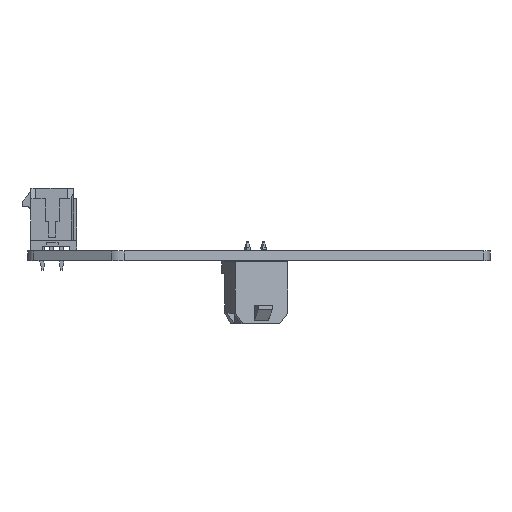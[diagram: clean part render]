
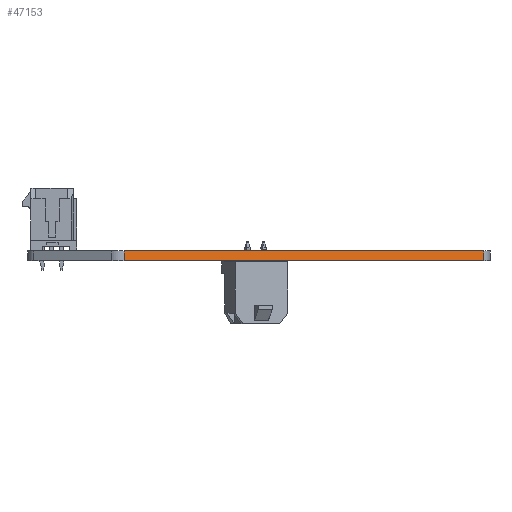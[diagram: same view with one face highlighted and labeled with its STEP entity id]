
A CAD part, left-side view. The second image highlights one B-rep face of the part: STEP entity #47153.
In plain terms, the highlighted planar face has unit normal (-0.866, -0.5, 0).
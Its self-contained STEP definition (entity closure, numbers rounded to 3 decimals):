
#44113 = PLANE('',#44114);
#44114 = AXIS2_PLACEMENT_3D('',#44115,#44116,#44117);
#44115 = CARTESIAN_POINT('',(0.,0.,1.6
    ));
#44116 = DIRECTION('',(0.,0.,1.));
#44117 = DIRECTION('',(1.,0.,-0.));
#44168 = PLANE('',#44169);
#44169 = AXIS2_PLACEMENT_3D('',#44170,#44171,#44172);
#44170 = CARTESIAN_POINT('',(0.,0.,0.)
  );
#44171 = DIRECTION('',(0.,0.,1.));
#44172 = DIRECTION('',(1.,0.,-0.));
#44390 = VERTEX_POINT('',#44391);
#44391 = CARTESIAN_POINT('',(-42.173,14.046,0.));
#44406 = CYLINDRICAL_SURFACE('',#44407,2.);
#44407 = AXIS2_PLACEMENT_3D('',#44408,#44409,#44410);
#44408 = CARTESIAN_POINT('',(-40.441,15.046,0.));
#44409 = DIRECTION('',(-0.,-0.,-1.));
#44410 = DIRECTION('',(1.,0.,-0.));
#44418 = EDGE_CURVE('',#44419,#44390,#44421,.T.);
#44419 = VERTEX_POINT('',#44420);
#44420 = CARTESIAN_POINT('',(-8.923,-43.546,0.));
#44421 = SURFACE_CURVE('',#44422,(#44426,#44433),.PCURVE_S1.);
#44422 = LINE('',#44423,#44424);
#44423 = CARTESIAN_POINT('',(-8.923,-43.546,0.));
#44424 = VECTOR('',#44425,1.);
#44425 = DIRECTION('',(-0.5,0.866,0.));
#44426 = PCURVE('',#44168,#44427);
#44427 = DEFINITIONAL_REPRESENTATION('',(#44428),#44432);
#44428 = LINE('',#44429,#44430);
#44429 = CARTESIAN_POINT('',(-8.923,-43.545));
#44430 = VECTOR('',#44431,1.);
#44431 = DIRECTION('',(-0.5,0.866));
#44432 = ( GEOMETRIC_REPRESENTATION_CONTEXT(2) 
PARAMETRIC_REPRESENTATION_CONTEXT() REPRESENTATION_CONTEXT('2D SPACE',''
  ) );
#44433 = PCURVE('',#44434,#44439);
#44434 = PLANE('',#44435);
#44435 = AXIS2_PLACEMENT_3D('',#44436,#44437,#44438);
#44436 = CARTESIAN_POINT('',(-8.923,-43.546,0.));
#44437 = DIRECTION('',(-0.866,-0.5,0.));
#44438 = DIRECTION('',(-0.5,0.866,0.));
#44439 = DEFINITIONAL_REPRESENTATION('',(#44440),#44444);
#44440 = LINE('',#44441,#44442);
#44441 = CARTESIAN_POINT('',(0.,0.));
#44442 = VECTOR('',#44443,1.);
#44443 = DIRECTION('',(1.,0.));
#44444 = ( GEOMETRIC_REPRESENTATION_CONTEXT(2) 
PARAMETRIC_REPRESENTATION_CONTEXT() REPRESENTATION_CONTEXT('2D SPACE',''
  ) );
#44463 = CYLINDRICAL_SURFACE('',#44464,2.);
#44464 = AXIS2_PLACEMENT_3D('',#44465,#44466,#44467);
#44465 = CARTESIAN_POINT('',(-7.191,-42.545,0.));
#44466 = DIRECTION('',(-0.,-0.,-1.));
#44467 = DIRECTION('',(1.,0.,-0.));
#45814 = VERTEX_POINT('',#45815);
#45815 = CARTESIAN_POINT('',(-42.173,14.046,1.6));
#45837 = EDGE_CURVE('',#45838,#45814,#45840,.T.);
#45838 = VERTEX_POINT('',#45839);
#45839 = CARTESIAN_POINT('',(-8.923,-43.546,1.6));
#45840 = SURFACE_CURVE('',#45841,(#45845,#45852),.PCURVE_S1.);
#45841 = LINE('',#45842,#45843);
#45842 = CARTESIAN_POINT('',(-8.923,-43.546,1.6));
#45843 = VECTOR('',#45844,1.);
#45844 = DIRECTION('',(-0.5,0.866,0.));
#45845 = PCURVE('',#44113,#45846);
#45846 = DEFINITIONAL_REPRESENTATION('',(#45847),#45851);
#45847 = LINE('',#45848,#45849);
#45848 = CARTESIAN_POINT('',(-8.923,-43.545));
#45849 = VECTOR('',#45850,1.);
#45850 = DIRECTION('',(-0.5,0.866));
#45851 = ( GEOMETRIC_REPRESENTATION_CONTEXT(2) 
PARAMETRIC_REPRESENTATION_CONTEXT() REPRESENTATION_CONTEXT('2D SPACE',''
  ) );
#45852 = PCURVE('',#44434,#45853);
#45853 = DEFINITIONAL_REPRESENTATION('',(#45854),#45858);
#45854 = LINE('',#45855,#45856);
#45855 = CARTESIAN_POINT('',(0.,-1.6));
#45856 = VECTOR('',#45857,1.);
#45857 = DIRECTION('',(1.,0.));
#45858 = ( GEOMETRIC_REPRESENTATION_CONTEXT(2) 
PARAMETRIC_REPRESENTATION_CONTEXT() REPRESENTATION_CONTEXT('2D SPACE',''
  ) );
#47105 = EDGE_CURVE('',#44390,#45814,#47106,.T.);
#47106 = SURFACE_CURVE('',#47107,(#47111,#47118),.PCURVE_S1.);
#47107 = LINE('',#47108,#47109);
#47108 = CARTESIAN_POINT('',(-42.173,14.046,0.));
#47109 = VECTOR('',#47110,1.);
#47110 = DIRECTION('',(0.,0.,1.));
#47111 = PCURVE('',#44406,#47112);
#47112 = DEFINITIONAL_REPRESENTATION('',(#47113),#47117);
#47113 = LINE('',#47114,#47115);
#47114 = CARTESIAN_POINT('',(-3.665,0.));
#47115 = VECTOR('',#47116,1.);
#47116 = DIRECTION('',(-0.,-1.));
#47117 = ( GEOMETRIC_REPRESENTATION_CONTEXT(2) 
PARAMETRIC_REPRESENTATION_CONTEXT() REPRESENTATION_CONTEXT('2D SPACE',''
  ) );
#47118 = PCURVE('',#44434,#47119);
#47119 = DEFINITIONAL_REPRESENTATION('',(#47120),#47124);
#47120 = LINE('',#47121,#47122);
#47121 = CARTESIAN_POINT('',(66.501,0.));
#47122 = VECTOR('',#47123,1.);
#47123 = DIRECTION('',(0.,-1.));
#47124 = ( GEOMETRIC_REPRESENTATION_CONTEXT(2) 
PARAMETRIC_REPRESENTATION_CONTEXT() REPRESENTATION_CONTEXT('2D SPACE',''
  ) );
#47153 = ADVANCED_FACE('',(#47154),#44434,.T.);
#47154 = FACE_BOUND('',#47155,.T.);
#47155 = EDGE_LOOP('',(#47156,#47177,#47178,#47179));
#47156 = ORIENTED_EDGE('',*,*,#47157,.T.);
#47157 = EDGE_CURVE('',#44419,#45838,#47158,.T.);
#47158 = SURFACE_CURVE('',#47159,(#47163,#47170),.PCURVE_S1.);
#47159 = LINE('',#47160,#47161);
#47160 = CARTESIAN_POINT('',(-8.923,-43.546,0.));
#47161 = VECTOR('',#47162,1.);
#47162 = DIRECTION('',(0.,0.,1.));
#47163 = PCURVE('',#44434,#47164);
#47164 = DEFINITIONAL_REPRESENTATION('',(#47165),#47169);
#47165 = LINE('',#47166,#47167);
#47166 = CARTESIAN_POINT('',(0.,0.));
#47167 = VECTOR('',#47168,1.);
#47168 = DIRECTION('',(0.,-1.));
#47169 = ( GEOMETRIC_REPRESENTATION_CONTEXT(2) 
PARAMETRIC_REPRESENTATION_CONTEXT() REPRESENTATION_CONTEXT('2D SPACE',''
  ) );
#47170 = PCURVE('',#44463,#47171);
#47171 = DEFINITIONAL_REPRESENTATION('',(#47172),#47176);
#47172 = LINE('',#47173,#47174);
#47173 = CARTESIAN_POINT('',(-3.665,0.));
#47174 = VECTOR('',#47175,1.);
#47175 = DIRECTION('',(-0.,-1.));
#47176 = ( GEOMETRIC_REPRESENTATION_CONTEXT(2) 
PARAMETRIC_REPRESENTATION_CONTEXT() REPRESENTATION_CONTEXT('2D SPACE',''
  ) );
#47177 = ORIENTED_EDGE('',*,*,#45837,.T.);
#47178 = ORIENTED_EDGE('',*,*,#47105,.F.);
#47179 = ORIENTED_EDGE('',*,*,#44418,.F.);
